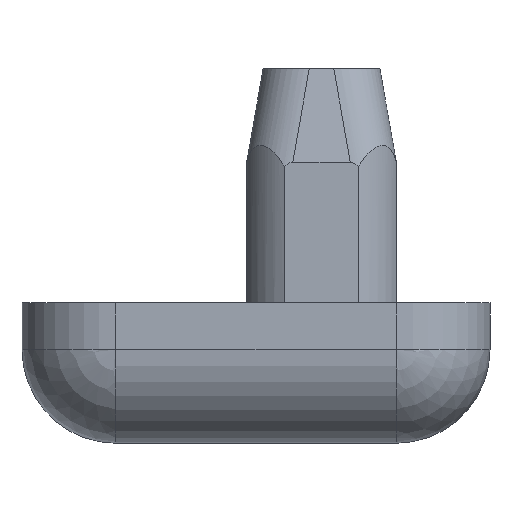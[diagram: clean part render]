
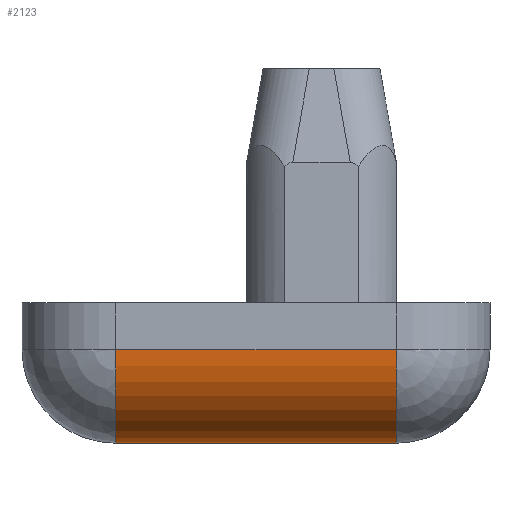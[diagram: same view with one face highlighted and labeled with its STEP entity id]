
A CAD part, front view. The second image highlights one B-rep face of the part: STEP entity #2123.
In plain terms, the highlighted cylindrical face has radius 2 mm (diameter 4 mm), a partial arc.
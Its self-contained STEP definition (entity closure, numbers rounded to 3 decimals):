
#722 = EDGE_CURVE('',#723,#725,#727,.T.);
#723 = VERTEX_POINT('',#724);
#724 = CARTESIAN_POINT('',(-3.,-10.,2.));
#725 = VERTEX_POINT('',#726);
#726 = CARTESIAN_POINT('',(3.,-10.,2.));
#727 = SURFACE_CURVE('',#728,(#732,#744),.PCURVE_S1.);
#728 = LINE('',#729,#730);
#729 = CARTESIAN_POINT('',(5.,-10.,2.));
#730 = VECTOR('',#731,1.);
#731 = DIRECTION('',(1.,-0.,0.));
#732 = PCURVE('',#733,#738);
#733 = PLANE('',#734);
#734 = AXIS2_PLACEMENT_3D('',#735,#736,#737);
#735 = CARTESIAN_POINT('',(-5.,-10.,3.));
#736 = DIRECTION('',(-0.,1.,0.));
#737 = DIRECTION('',(1.,0.,0.));
#738 = DEFINITIONAL_REPRESENTATION('',(#739),#743);
#739 = LINE('',#740,#741);
#740 = CARTESIAN_POINT('',(10.,1.));
#741 = VECTOR('',#742,1.);
#742 = DIRECTION('',(1.,0.));
#743 = ( GEOMETRIC_REPRESENTATION_CONTEXT(2) 
PARAMETRIC_REPRESENTATION_CONTEXT() REPRESENTATION_CONTEXT('2D SPACE',''
  ) );
#744 = PCURVE('',#745,#750);
#745 = CYLINDRICAL_SURFACE('',#746,2.);
#746 = AXIS2_PLACEMENT_3D('',#747,#748,#749);
#747 = CARTESIAN_POINT('',(-5.,-8.,2.));
#748 = DIRECTION('',(1.,-0.,0.));
#749 = DIRECTION('',(0.,0.,1.));
#750 = DEFINITIONAL_REPRESENTATION('',(#751),#755);
#751 = LINE('',#752,#753);
#752 = CARTESIAN_POINT('',(1.571,10.));
#753 = VECTOR('',#754,1.);
#754 = DIRECTION('',(0.,1.));
#755 = ( GEOMETRIC_REPRESENTATION_CONTEXT(2) 
PARAMETRIC_REPRESENTATION_CONTEXT() REPRESENTATION_CONTEXT('2D SPACE',''
  ) );
#1519 = PLANE('',#1520);
#1520 = AXIS2_PLACEMENT_3D('',#1521,#1522,#1523);
#1521 = CARTESIAN_POINT('',(5.,-10.,0.));
#1522 = DIRECTION('',(0.,0.,-1.));
#1523 = DIRECTION('',(0.,-1.,0.));
#1539 = VERTEX_POINT('',#1540);
#1540 = CARTESIAN_POINT('',(3.,-8.,0.));
#1561 = EDGE_CURVE('',#1539,#1562,#1564,.T.);
#1562 = VERTEX_POINT('',#1563);
#1563 = CARTESIAN_POINT('',(-3.,-8.,0.));
#1564 = SURFACE_CURVE('',#1565,(#1569,#1576),.PCURVE_S1.);
#1565 = LINE('',#1566,#1567);
#1566 = CARTESIAN_POINT('',(-5.,-8.,0.));
#1567 = VECTOR('',#1568,1.);
#1568 = DIRECTION('',(-1.,-0.,-0.));
#1569 = PCURVE('',#1519,#1570);
#1570 = DEFINITIONAL_REPRESENTATION('',(#1571),#1575);
#1571 = LINE('',#1572,#1573);
#1572 = CARTESIAN_POINT('',(-2.,10.));
#1573 = VECTOR('',#1574,1.);
#1574 = DIRECTION('',(0.,1.));
#1575 = ( GEOMETRIC_REPRESENTATION_CONTEXT(2) 
PARAMETRIC_REPRESENTATION_CONTEXT() REPRESENTATION_CONTEXT('2D SPACE',''
  ) );
#1576 = PCURVE('',#745,#1577);
#1577 = DEFINITIONAL_REPRESENTATION('',(#1578),#1582);
#1578 = LINE('',#1579,#1580);
#1579 = CARTESIAN_POINT('',(3.142,0.));
#1580 = VECTOR('',#1581,1.);
#1581 = DIRECTION('',(0.,-1.));
#1582 = ( GEOMETRIC_REPRESENTATION_CONTEXT(2) 
PARAMETRIC_REPRESENTATION_CONTEXT() REPRESENTATION_CONTEXT('2D SPACE',''
  ) );
#1909 = SPHERICAL_SURFACE('',#1910,2.);
#1910 = AXIS2_PLACEMENT_3D('',#1911,#1912,#1913);
#1911 = CARTESIAN_POINT('',(-3.,-8.,2.));
#1912 = DIRECTION('',(0.,1.,0.));
#1913 = DIRECTION('',(1.,0.,0.));
#2053 = EDGE_CURVE('',#723,#1562,#2054,.T.);
#2054 = SURFACE_CURVE('',#2055,(#2060,#2089),.PCURVE_S1.);
#2055 = CIRCLE('',#2056,2.);
#2056 = AXIS2_PLACEMENT_3D('',#2057,#2058,#2059);
#2057 = CARTESIAN_POINT('',(-3.,-8.,2.));
#2058 = DIRECTION('',(1.,0.,-0.));
#2059 = DIRECTION('',(0.,0.,1.));
#2060 = PCURVE('',#1909,#2061);
#2061 = DEFINITIONAL_REPRESENTATION('',(#2062),#2088);
#2062 = B_SPLINE_CURVE_WITH_KNOTS('',3,(#2063,#2064,#2065,#2066,#2067,
    #2068,#2069,#2070,#2071,#2072,#2073,#2074,#2075,#2076,#2077,#2078,
    #2079,#2080,#2081,#2082,#2083,#2084,#2085,#2086,#2087),
  .UNSPECIFIED.,.F.,.F.,(4,1,1,1,1,1,1,1,1,1,1,1,1,1,1,1,1,1,1,1,1,1,4),
  (1.571,1.642,1.714,1.785,
    1.856,1.928,1.999,2.071,
    2.142,2.213,2.285,2.356,
    2.428,2.499,2.57,2.642,
    2.713,2.785,2.856,2.927,
    2.999,3.07,3.142),.QUASI_UNIFORM_KNOTS.);
#2063 = CARTESIAN_POINT('',(1.571,-1.571));
#2064 = CARTESIAN_POINT('',(1.571,-1.547));
#2065 = CARTESIAN_POINT('',(1.571,-1.499));
#2066 = CARTESIAN_POINT('',(1.571,-1.428));
#2067 = CARTESIAN_POINT('',(1.571,-1.357));
#2068 = CARTESIAN_POINT('',(1.571,-1.285));
#2069 = CARTESIAN_POINT('',(1.571,-1.214));
#2070 = CARTESIAN_POINT('',(1.571,-1.142));
#2071 = CARTESIAN_POINT('',(1.571,-1.071));
#2072 = CARTESIAN_POINT('',(1.571,-1.));
#2073 = CARTESIAN_POINT('',(1.571,-0.928));
#2074 = CARTESIAN_POINT('',(1.571,-0.857));
#2075 = CARTESIAN_POINT('',(1.571,-0.785));
#2076 = CARTESIAN_POINT('',(1.571,-0.714));
#2077 = CARTESIAN_POINT('',(1.571,-0.643));
#2078 = CARTESIAN_POINT('',(1.571,-0.571));
#2079 = CARTESIAN_POINT('',(1.571,-0.5));
#2080 = CARTESIAN_POINT('',(1.571,-0.428));
#2081 = CARTESIAN_POINT('',(1.571,-0.357));
#2082 = CARTESIAN_POINT('',(1.571,-0.286));
#2083 = CARTESIAN_POINT('',(1.571,-0.214));
#2084 = CARTESIAN_POINT('',(1.571,-0.143));
#2085 = CARTESIAN_POINT('',(1.571,-0.071));
#2086 = CARTESIAN_POINT('',(1.571,-0.024));
#2087 = CARTESIAN_POINT('',(1.571,0.));
#2088 = ( GEOMETRIC_REPRESENTATION_CONTEXT(2) 
PARAMETRIC_REPRESENTATION_CONTEXT() REPRESENTATION_CONTEXT('2D SPACE',''
  ) );
#2089 = PCURVE('',#745,#2090);
#2090 = DEFINITIONAL_REPRESENTATION('',(#2091),#2095);
#2091 = LINE('',#2092,#2093);
#2092 = CARTESIAN_POINT('',(0.,2.));
#2093 = VECTOR('',#2094,1.);
#2094 = DIRECTION('',(1.,0.));
#2095 = ( GEOMETRIC_REPRESENTATION_CONTEXT(2) 
PARAMETRIC_REPRESENTATION_CONTEXT() REPRESENTATION_CONTEXT('2D SPACE',''
  ) );
#2123 = ADVANCED_FACE('',(#2124),#745,.T.);
#2124 = FACE_BOUND('',#2125,.T.);
#2125 = EDGE_LOOP('',(#2126,#2127,#2128,#2177));
#2126 = ORIENTED_EDGE('',*,*,#2053,.T.);
#2127 = ORIENTED_EDGE('',*,*,#1561,.F.);
#2128 = ORIENTED_EDGE('',*,*,#2129,.F.);
#2129 = EDGE_CURVE('',#725,#1539,#2130,.T.);
#2130 = SURFACE_CURVE('',#2131,(#2136,#2143),.PCURVE_S1.);
#2131 = CIRCLE('',#2132,2.);
#2132 = AXIS2_PLACEMENT_3D('',#2133,#2134,#2135);
#2133 = CARTESIAN_POINT('',(3.,-8.,2.));
#2134 = DIRECTION('',(1.,0.,0.));
#2135 = DIRECTION('',(0.,0.,-1.));
#2136 = PCURVE('',#745,#2137);
#2137 = DEFINITIONAL_REPRESENTATION('',(#2138),#2142);
#2138 = LINE('',#2139,#2140);
#2139 = CARTESIAN_POINT('',(-3.142,8.));
#2140 = VECTOR('',#2141,1.);
#2141 = DIRECTION('',(1.,0.));
#2142 = ( GEOMETRIC_REPRESENTATION_CONTEXT(2) 
PARAMETRIC_REPRESENTATION_CONTEXT() REPRESENTATION_CONTEXT('2D SPACE',''
  ) );
#2143 = PCURVE('',#2144,#2149);
#2144 = SPHERICAL_SURFACE('',#2145,2.);
#2145 = AXIS2_PLACEMENT_3D('',#2146,#2147,#2148);
#2146 = CARTESIAN_POINT('',(3.,-8.,2.));
#2147 = DIRECTION('',(0.,1.,0.));
#2148 = DIRECTION('',(1.,0.,0.));
#2149 = DEFINITIONAL_REPRESENTATION('',(#2150),#2176);
#2150 = B_SPLINE_CURVE_WITH_KNOTS('',3,(#2151,#2152,#2153,#2154,#2155,
    #2156,#2157,#2158,#2159,#2160,#2161,#2162,#2163,#2164,#2165,#2166,
    #2167,#2168,#2169,#2170,#2171,#2172,#2173,#2174,#2175),
  .UNSPECIFIED.,.F.,.F.,(4,1,1,1,1,1,1,1,1,1,1,1,1,1,1,1,1,1,1,1,1,1,4),
  (4.712,4.784,4.855,4.927,
    4.998,5.069,5.141,5.212,
    5.284,5.355,5.426,5.498,
    5.569,5.641,5.712,5.783,
    5.855,5.926,5.998,6.069,
    6.14,6.212,6.283),.QUASI_UNIFORM_KNOTS.);
#2151 = CARTESIAN_POINT('',(1.571,-1.571));
#2152 = CARTESIAN_POINT('',(1.571,-1.547));
#2153 = CARTESIAN_POINT('',(1.571,-1.499));
#2154 = CARTESIAN_POINT('',(1.571,-1.428));
#2155 = CARTESIAN_POINT('',(1.571,-1.357));
#2156 = CARTESIAN_POINT('',(1.571,-1.285));
#2157 = CARTESIAN_POINT('',(1.571,-1.214));
#2158 = CARTESIAN_POINT('',(1.571,-1.142));
#2159 = CARTESIAN_POINT('',(1.571,-1.071));
#2160 = CARTESIAN_POINT('',(1.571,-1.));
#2161 = CARTESIAN_POINT('',(1.571,-0.928));
#2162 = CARTESIAN_POINT('',(1.571,-0.857));
#2163 = CARTESIAN_POINT('',(1.571,-0.785));
#2164 = CARTESIAN_POINT('',(1.571,-0.714));
#2165 = CARTESIAN_POINT('',(1.571,-0.643));
#2166 = CARTESIAN_POINT('',(1.571,-0.571));
#2167 = CARTESIAN_POINT('',(1.571,-0.5));
#2168 = CARTESIAN_POINT('',(1.571,-0.428));
#2169 = CARTESIAN_POINT('',(1.571,-0.357));
#2170 = CARTESIAN_POINT('',(1.571,-0.286));
#2171 = CARTESIAN_POINT('',(1.571,-0.214));
#2172 = CARTESIAN_POINT('',(1.571,-0.143));
#2173 = CARTESIAN_POINT('',(1.571,-0.071));
#2174 = CARTESIAN_POINT('',(1.571,-0.024));
#2175 = CARTESIAN_POINT('',(1.571,0.));
#2176 = ( GEOMETRIC_REPRESENTATION_CONTEXT(2) 
PARAMETRIC_REPRESENTATION_CONTEXT() REPRESENTATION_CONTEXT('2D SPACE',''
  ) );
#2177 = ORIENTED_EDGE('',*,*,#722,.F.);
